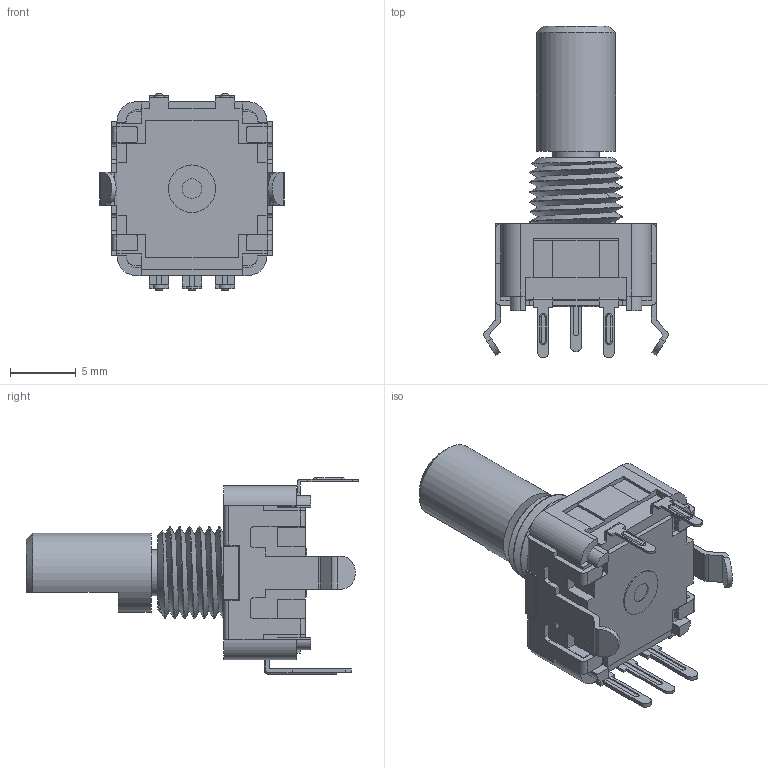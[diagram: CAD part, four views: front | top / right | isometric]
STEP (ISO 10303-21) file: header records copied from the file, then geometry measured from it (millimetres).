
FILE_DESCRIPTION(/* description */ ('STEP AP242','CAx-IF Rec.Pracs.---Representation and Presentation of Product Manufacturing Information (PMI)---4.0---2014-10-13','CAx-IF Rec.Pracs.---3D Tessellated Geometry---0.4---2014-09-14','2;1'),/* implementation_level */ '2;1');
FILE_NAME(/* name */ '66b7a78b5b72314c92af351a',/* time_stamp */ '2024-08-10T17:46:52Z',/* author */ (''),/* organization */ (''),/* preprocessor_version */ 'ST-DEVELOPER v20',/* originating_system */ ' ',/* authorisation */ ' ');
FILE_SCHEMA (('AP242_MANAGED_MODEL_BASED_3D_ENGINEERING_MIM_LF { 1 0 10303 442 1 1 4 }'));
Length unit declared in the file: metre
Products named in the file (1): PEC11R-4215F
Bounding box: 14 x 25.2 x 14.9 mm (x, y, z)
Volume: 1234 mm3; surface area: 1538.1 mm2
Topology: 1 solids, 2 shells, 410 faces, 1119 edges, 731 vertices
Faces by surface type: plane 284, cylinder 104, torus 13, cone 5, bspline 4
Full cylindrical faces by diameter (mm): 1.2 x2, 1.3 x4, 1.5 x1, 3.5 x2, 3.6 x1, 4.5 x1, 6 x2
Entity records: 15645 total; most frequent: CARTESIAN_POINT 3299, ORIENTED_EDGE 2176, DIRECTION 2112, EDGE_CURVE 1088, LINE 844, VECTOR 844, VERTEX_POINT 717, AXIS2_PLACEMENT_3D 634
